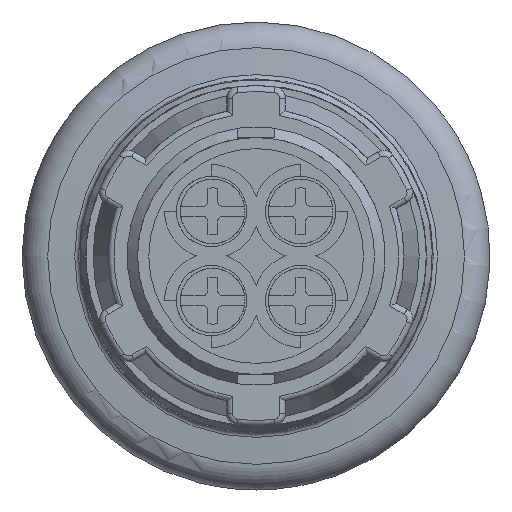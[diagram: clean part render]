
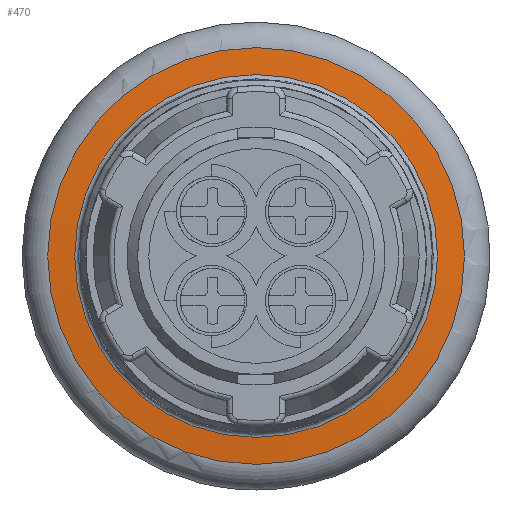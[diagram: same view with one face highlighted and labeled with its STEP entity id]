
A CAD part, front view. The second image highlights one B-rep face of the part: STEP entity #470.
In plain terms, the highlighted conical face has half-angle 85 degrees and reference radius 16.61 mm.
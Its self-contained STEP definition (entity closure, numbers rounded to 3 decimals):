
#470=ADVANCED_FACE('',(#3487,#3489),#3491,.T.);
#3487=FACE_BOUND('',#3488,.T.);
#3488=EDGE_LOOP('',(#7393,#7394));
#3489=FACE_BOUND('',#3490,.T.);
#3490=EDGE_LOOP('',(#7395,#7396));
#3491=CONICAL_SURFACE('',#3492,16.61,1.484);
#3492=AXIS2_PLACEMENT_3D('',#3493,#3494,#3495);
#3493=CARTESIAN_POINT('',(0.,26.582,0.));
#3494=DIRECTION('',(0.,1.,0.));
#3495=DIRECTION('',(0.,0.,-1.));
#7393=ORIENTED_EDGE('',*,*,#9718,.F.);
#7394=ORIENTED_EDGE('',*,*,#9717,.T.);
#7395=ORIENTED_EDGE('',*,*,#9719,.F.);
#7396=ORIENTED_EDGE('',*,*,#9720,.T.);
#9717=EDGE_CURVE('',#12138,#12139,#12140,.T.);
#9718=EDGE_CURVE('',#12138,#12139,#12141,.T.);
#9719=EDGE_CURVE('',#12142,#12143,#12144,.T.);
#9720=EDGE_CURVE('',#12142,#12143,#12145,.T.);
#12138=VERTEX_POINT('',#18547);
#12139=VERTEX_POINT('',#18548);
#12140=CIRCLE('',#18549,17.759);
#12141=CIRCLE('',#18553,17.759);
#12142=VERTEX_POINT('',#18557);
#12143=VERTEX_POINT('',#18558);
#12144=CIRCLE('',#18559,15.462);
#12145=CIRCLE('',#18563,15.462);
#18547=CARTESIAN_POINT('',(0.,26.683,-17.759));
#18548=CARTESIAN_POINT('',(0.,26.683,17.759));
#18549=AXIS2_PLACEMENT_3D('',#18550,#18551,#18552);
#18550=CARTESIAN_POINT('',(0.,26.683,0.));
#18551=DIRECTION('',(0.,-1.,0.));
#18552=DIRECTION('',(0.,0.,-1.));
#18553=AXIS2_PLACEMENT_3D('',#18554,#18555,#18556);
#18554=CARTESIAN_POINT('',(0.,26.683,0.));
#18555=DIRECTION('',(0.,1.,0.));
#18556=DIRECTION('',(0.,0.,-1.));
#18557=CARTESIAN_POINT('',(0.,26.482,-15.462));
#18558=CARTESIAN_POINT('',(0.,26.482,15.462));
#18559=AXIS2_PLACEMENT_3D('',#18560,#18561,#18562);
#18560=CARTESIAN_POINT('',(0.,26.482,0.));
#18561=DIRECTION('',(0.,-1.,0.));
#18562=DIRECTION('',(0.,0.,-1.));
#18563=AXIS2_PLACEMENT_3D('',#18564,#18565,#18566);
#18564=CARTESIAN_POINT('',(0.,26.482,0.));
#18565=DIRECTION('',(0.,1.,0.));
#18566=DIRECTION('',(0.,0.,-1.));
